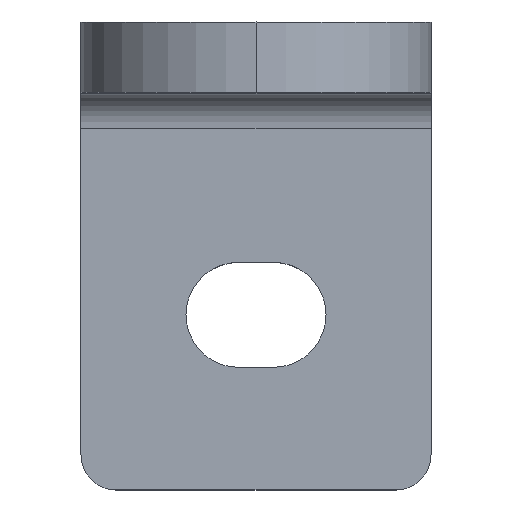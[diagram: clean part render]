
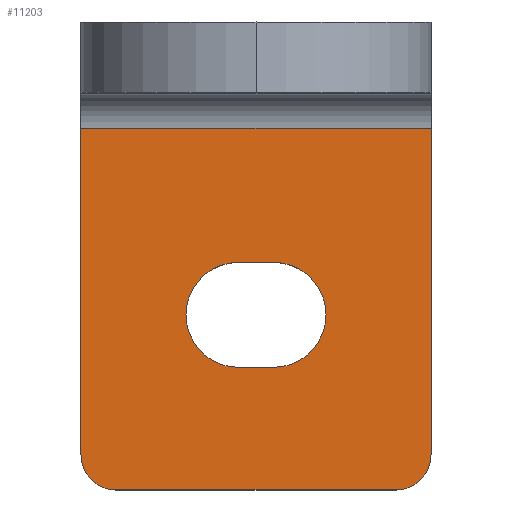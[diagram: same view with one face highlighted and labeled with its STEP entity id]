
A CAD part, top view. The second image highlights one B-rep face of the part: STEP entity #11203.
In plain terms, the highlighted planar face has unit normal (0, 0, 1).
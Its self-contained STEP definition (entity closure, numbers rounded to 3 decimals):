
#549 = VERTEX_POINT ( 'NONE', #12643 ) ;
#623 = LINE ( 'NONE', #11211, #7478 ) ;
#641 = DIRECTION ( 'NONE',  ( 0., 0., 1. ) ) ;
#790 = LINE ( 'NONE', #12371, #10606 ) ;
#871 = DIRECTION ( 'NONE',  ( 1., 0., 0. ) ) ;
#892 = CARTESIAN_POINT ( 'NONE',  ( 1.5, -9.5, 6. ) ) ;
#1160 = DIRECTION ( 'NONE',  ( 0., 1., 0. ) ) ;
#1285 = VECTOR ( 'NONE', #10070, 1000. ) ;
#1394 = AXIS2_PLACEMENT_3D ( 'NONE', #1837, #641, #8494 ) ;
#1399 = CARTESIAN_POINT ( 'NONE',  ( -15., 11., 6. ) ) ;
#1457 = CARTESIAN_POINT ( 'NONE',  ( 1.5, -0.5, 6. ) ) ;
#1648 = EDGE_CURVE ( 'NONE', #2442, #13157, #12828, .T. ) ;
#1714 = CARTESIAN_POINT ( 'NONE',  ( 12., -17., 6. ) ) ;
#1835 = CARTESIAN_POINT ( 'NONE',  ( -15., -17., 6. ) ) ;
#1837 = CARTESIAN_POINT ( 'NONE',  ( 15., -20., 6. ) ) ;
#1900 = ORIENTED_EDGE ( 'NONE', *, *, #5502, .T. ) ;
#1961 = ORIENTED_EDGE ( 'NONE', *, *, #13392, .T. ) ;
#2066 = DIRECTION ( 'NONE',  ( 0., 0., 1. ) ) ;
#2266 = DIRECTION ( 'NONE',  ( 0., 0., 1. ) ) ;
#2442 = VERTEX_POINT ( 'NONE', #4072 ) ;
#2507 = DIRECTION ( 'NONE',  ( -1., 0., 0. ) ) ;
#2854 = ORIENTED_EDGE ( 'NONE', *, *, #10426, .T. ) ;
#2891 = PLANE ( 'NONE',  #1394 ) ;
#3149 = CARTESIAN_POINT ( 'NONE',  ( -12., -20., 6. ) ) ;
#3267 = CARTESIAN_POINT ( 'NONE',  ( -12., -17., 6. ) ) ;
#3317 = CARTESIAN_POINT ( 'NONE',  ( 1.5, -5., 6. ) ) ;
#3329 = ORIENTED_EDGE ( 'NONE', *, *, #6599, .F. ) ;
#3716 = CIRCLE ( 'NONE', #7978, 3. ) ;
#3760 = VERTEX_POINT ( 'NONE', #5222 ) ;
#4066 = DIRECTION ( 'NONE',  ( 1., 0., 0. ) ) ;
#4072 = CARTESIAN_POINT ( 'NONE',  ( -1.5, -0.5, 6. ) ) ;
#4259 = VERTEX_POINT ( 'NONE', #8698 ) ;
#4724 = EDGE_CURVE ( 'NONE', #8110, #14056, #8158, .T. ) ;
#4827 = CARTESIAN_POINT ( 'NONE',  ( -1.5, -9.5, 6. ) ) ;
#5012 = DIRECTION ( 'NONE',  ( -1., 0., 0. ) ) ;
#5063 = CARTESIAN_POINT ( 'NONE',  ( -1.5, -0.5, 6. ) ) ;
#5222 = CARTESIAN_POINT ( 'NONE',  ( 12., -20., 6. ) ) ;
#5242 = CARTESIAN_POINT ( 'NONE',  ( -1.5, -5., 6. ) ) ;
#5290 = AXIS2_PLACEMENT_3D ( 'NONE', #1714, #13827, #7040 ) ;
#5294 = CARTESIAN_POINT ( 'NONE',  ( -1.5, -9.5, 6. ) ) ;
#5452 = VECTOR ( 'NONE', #10342, 1000. ) ;
#5462 = CARTESIAN_POINT ( 'NONE',  ( 6., -5., 6. ) ) ;
#5502 = EDGE_CURVE ( 'NONE', #3760, #549, #10787, .T. ) ;
#5590 = VECTOR ( 'NONE', #5012, 1000. ) ;
#5671 = AXIS2_PLACEMENT_3D ( 'NONE', #3317, #6497, #11028 ) ;
#5882 = ORIENTED_EDGE ( 'NONE', *, *, #12415, .F. ) ;
#5959 = EDGE_CURVE ( 'NONE', #8110, #8114, #3716, .T. ) ;
#6497 = DIRECTION ( 'NONE',  ( 0., 0., 1. ) ) ;
#6599 = EDGE_CURVE ( 'NONE', #10414, #2442, #10591, .T. ) ;
#6715 = CARTESIAN_POINT ( 'NONE',  ( -15., -20., 6. ) ) ;
#7010 = AXIS2_PLACEMENT_3D ( 'NONE', #7644, #2266, #7700 ) ;
#7040 = DIRECTION ( 'NONE',  ( 1., 0., 0. ) ) ;
#7105 = CIRCLE ( 'NONE', #5671, 4.5 ) ;
#7465 = CIRCLE ( 'NONE', #7010, 4.5 ) ;
#7478 = VECTOR ( 'NONE', #1160, 1000. ) ;
#7644 = CARTESIAN_POINT ( 'NONE',  ( 1.5, -5., 6. ) ) ;
#7700 = DIRECTION ( 'NONE',  ( 1., 0., 0. ) ) ;
#7978 = AXIS2_PLACEMENT_3D ( 'NONE', #3267, #2066, #8754 ) ;
#8110 = VERTEX_POINT ( 'NONE', #1835 ) ;
#8114 = VERTEX_POINT ( 'NONE', #3149 ) ;
#8158 = LINE ( 'NONE', #6715, #1285 ) ;
#8188 = FACE_OUTER_BOUND ( 'NONE', #9917, .T. ) ;
#8396 = EDGE_CURVE ( 'NONE', #12886, #11872, #7105, .T. ) ;
#8494 = DIRECTION ( 'NONE',  ( 1., 0., 0. ) ) ;
#8698 = CARTESIAN_POINT ( 'NONE',  ( 15., 11., 6. ) ) ;
#8754 = DIRECTION ( 'NONE',  ( 1., 0., 0. ) ) ;
#9434 = AXIS2_PLACEMENT_3D ( 'NONE', #5242, #12813, #871 ) ;
#9531 = EDGE_LOOP ( 'NONE', ( #10994, #3329, #11556, #12267, #13418 ) ) ;
#9917 = EDGE_LOOP ( 'NONE', ( #12864, #13350, #5882, #1900, #1961, #2854 ) ) ;
#10070 = DIRECTION ( 'NONE',  ( 0., 1., 0. ) ) ;
#10299 = CARTESIAN_POINT ( 'NONE',  ( 15., 11., 6. ) ) ;
#10342 = DIRECTION ( 'NONE',  ( -1., 0., 0. ) ) ;
#10414 = VERTEX_POINT ( 'NONE', #1457 ) ;
#10426 = EDGE_CURVE ( 'NONE', #4259, #14056, #13202, .T. ) ;
#10591 = LINE ( 'NONE', #5063, #5590 ) ;
#10606 = VECTOR ( 'NONE', #2507, 1000. ) ;
#10787 = CIRCLE ( 'NONE', #5290, 3. ) ;
#10994 = ORIENTED_EDGE ( 'NONE', *, *, #1648, .F. ) ;
#11028 = DIRECTION ( 'NONE',  ( 1., 0., 0. ) ) ;
#11151 = FACE_BOUND ( 'NONE', #9531, .T. ) ;
#11203 = ADVANCED_FACE ( 'NONE', ( #11151, #8188 ), #2891, .T. ) ;
#11211 = CARTESIAN_POINT ( 'NONE',  ( 15., -20., 6. ) ) ;
#11556 = ORIENTED_EDGE ( 'NONE', *, *, #13943, .F. ) ;
#11872 = VERTEX_POINT ( 'NONE', #5462 ) ;
#12245 = EDGE_CURVE ( 'NONE', #13157, #12886, #13356, .T. ) ;
#12267 = ORIENTED_EDGE ( 'NONE', *, *, #8396, .F. ) ;
#12371 = CARTESIAN_POINT ( 'NONE',  ( 15., -20., 6. ) ) ;
#12415 = EDGE_CURVE ( 'NONE', #3760, #8114, #790, .T. ) ;
#12643 = CARTESIAN_POINT ( 'NONE',  ( 15., -17., 6. ) ) ;
#12813 = DIRECTION ( 'NONE',  ( 0., 0., 1. ) ) ;
#12828 = CIRCLE ( 'NONE', #9434, 4.5 ) ;
#12864 = ORIENTED_EDGE ( 'NONE', *, *, #4724, .F. ) ;
#12886 = VERTEX_POINT ( 'NONE', #892 ) ;
#13157 = VERTEX_POINT ( 'NONE', #4827 ) ;
#13185 = VECTOR ( 'NONE', #4066, 1000. ) ;
#13202 = LINE ( 'NONE', #10299, #5452 ) ;
#13350 = ORIENTED_EDGE ( 'NONE', *, *, #5959, .T. ) ;
#13356 = LINE ( 'NONE', #5294, #13185 ) ;
#13392 = EDGE_CURVE ( 'NONE', #549, #4259, #623, .T. ) ;
#13418 = ORIENTED_EDGE ( 'NONE', *, *, #12245, .F. ) ;
#13827 = DIRECTION ( 'NONE',  ( 0., 0., 1. ) ) ;
#13943 = EDGE_CURVE ( 'NONE', #11872, #10414, #7465, .T. ) ;
#14056 = VERTEX_POINT ( 'NONE', #1399 ) ;
